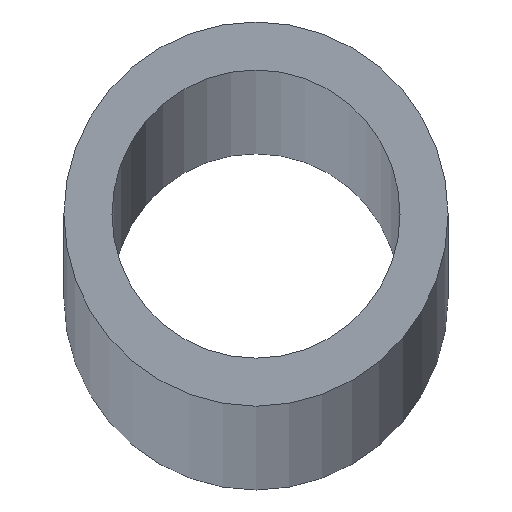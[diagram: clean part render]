
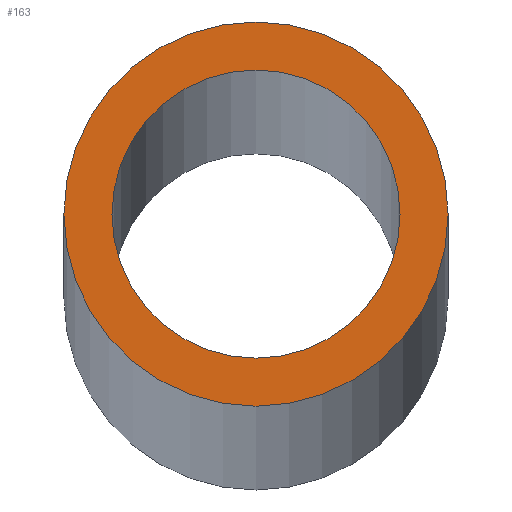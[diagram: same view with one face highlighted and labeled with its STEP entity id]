
A CAD part, top view. The second image highlights one B-rep face of the part: STEP entity #163.
In plain terms, the highlighted planar face has unit normal (0, 0, 1).
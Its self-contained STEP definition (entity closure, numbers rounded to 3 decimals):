
#2 = CARTESIAN_POINT ( 'NONE',  ( 0., 0., 1000. ) ) ;
#3 = FACE_BOUND ( 'NONE', #11, .T. ) ;
#11 = EDGE_LOOP ( 'NONE', ( #127, #177 ) ) ;
#20 = VERTEX_POINT ( 'NONE', #179 ) ;
#21 = CARTESIAN_POINT ( 'NONE',  ( -4., 0., 1000. ) ) ;
#30 = EDGE_CURVE ( 'NONE', #69, #195, #108, .T. ) ;
#49 = EDGE_CURVE ( 'NONE', #20, #90, #59, .T. ) ;
#59 = CIRCLE ( 'NONE', #65, 3. ) ;
#61 = ORIENTED_EDGE ( 'NONE', *, *, #30, .T. ) ;
#65 = AXIS2_PLACEMENT_3D ( 'NONE', #184, #165, #246 ) ;
#69 = VERTEX_POINT ( 'NONE', #216 ) ;
#71 = EDGE_LOOP ( 'NONE', ( #103, #61 ) ) ;
#84 = CARTESIAN_POINT ( 'NONE',  ( 0., 0., 1000. ) ) ;
#86 = DIRECTION ( 'NONE',  ( 0., 0., 1. ) ) ;
#90 = VERTEX_POINT ( 'NONE', #160 ) ;
#101 = EDGE_CURVE ( 'NONE', #90, #20, #198, .T. ) ;
#102 = AXIS2_PLACEMENT_3D ( 'NONE', #84, #86, #244 ) ;
#103 = ORIENTED_EDGE ( 'NONE', *, *, #176, .T. ) ;
#107 = DIRECTION ( 'NONE',  ( 1., 0., 0. ) ) ;
#108 = CIRCLE ( 'NONE', #102, 4. ) ;
#120 = PLANE ( 'NONE',  #158 ) ;
#125 = DIRECTION ( 'NONE',  ( 0., 0., 1. ) ) ;
#127 = ORIENTED_EDGE ( 'NONE', *, *, #101, .F. ) ;
#130 = AXIS2_PLACEMENT_3D ( 'NONE', #2, #151, #231 ) ;
#132 = CARTESIAN_POINT ( 'NONE',  ( 0., 0., 1000. ) ) ;
#151 = DIRECTION ( 'NONE',  ( 0., 0., 1. ) ) ;
#158 = AXIS2_PLACEMENT_3D ( 'NONE', #132, #169, #250 ) ;
#160 = CARTESIAN_POINT ( 'NONE',  ( -3., 0., 1000. ) ) ;
#163 = ADVANCED_FACE ( 'NONE', ( #230, #3 ), #120, .T. ) ;
#165 = DIRECTION ( 'NONE',  ( 0., 0., 1. ) ) ;
#169 = DIRECTION ( 'NONE',  ( 0., 0., 1. ) ) ;
#176 = EDGE_CURVE ( 'NONE', #195, #69, #219, .T. ) ;
#177 = ORIENTED_EDGE ( 'NONE', *, *, #49, .F. ) ;
#179 = CARTESIAN_POINT ( 'NONE',  ( 3., 0., 1000. ) ) ;
#184 = CARTESIAN_POINT ( 'NONE',  ( 0., 0., 1000. ) ) ;
#195 = VERTEX_POINT ( 'NONE', #21 ) ;
#198 = CIRCLE ( 'NONE', #237, 3. ) ;
#216 = CARTESIAN_POINT ( 'NONE',  ( 4., 0., 1000. ) ) ;
#219 = CIRCLE ( 'NONE', #130, 4. ) ;
#230 = FACE_OUTER_BOUND ( 'NONE', #71, .T. ) ;
#231 = DIRECTION ( 'NONE',  ( 1., 0., 0. ) ) ;
#237 = AXIS2_PLACEMENT_3D ( 'NONE', #241, #125, #107 ) ;
#241 = CARTESIAN_POINT ( 'NONE',  ( 0., 0., 1000. ) ) ;
#244 = DIRECTION ( 'NONE',  ( 1., 0., 0. ) ) ;
#246 = DIRECTION ( 'NONE',  ( 1., 0., 0. ) ) ;
#250 = DIRECTION ( 'NONE',  ( 1., 0., 0. ) ) ;
